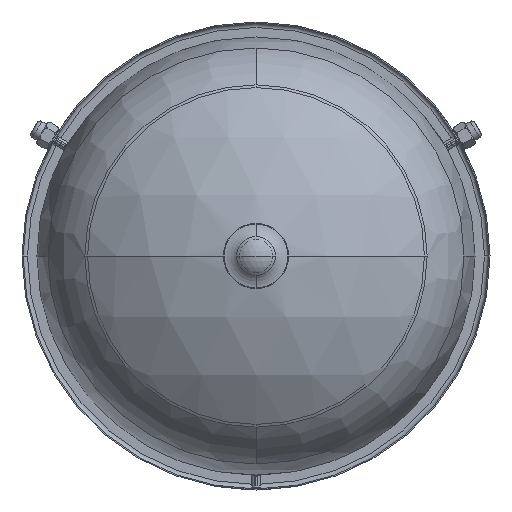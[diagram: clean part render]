
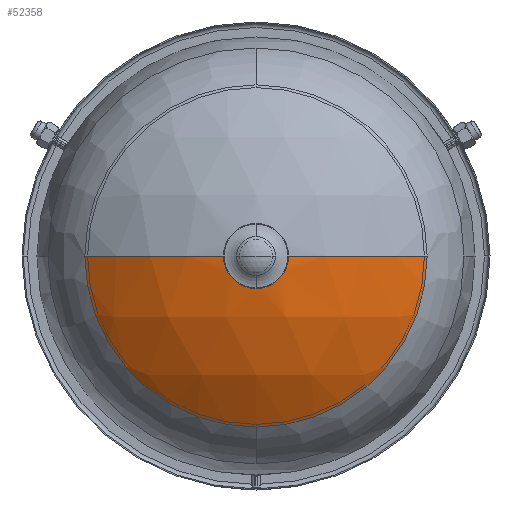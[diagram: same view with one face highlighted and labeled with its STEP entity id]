
A CAD part, front view. The second image highlights one B-rep face of the part: STEP entity #52358.
In plain terms, the highlighted spherical face has radius 250 mm.
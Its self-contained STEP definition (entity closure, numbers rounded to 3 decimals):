
#336 = DIRECTION ( 'NONE',  ( 0., -1., 0. ) ) ;
#786 = CARTESIAN_POINT ( 'NONE',  ( -154.302, 88.243, 0. ) ) ;
#870 = DIRECTION ( 'NONE',  ( 0., 0., -1. ) ) ;
#907 = VERTEX_POINT ( 'NONE', #31558 ) ;
#2268 = CIRCLE ( 'NONE', #9995, 154.302 ) ;
#2689 = AXIS2_PLACEMENT_3D ( 'NONE', #22439, #18541, #51771 ) ;
#2939 = ORIENTED_EDGE ( 'NONE', *, *, #22173, .F. ) ;
#6070 = EDGE_CURVE ( 'NONE', #8315, #6647, #27796, .T. ) ;
#6234 = ORIENTED_EDGE ( 'NONE', *, *, #45984, .T. ) ;
#6294 = CARTESIAN_POINT ( 'NONE',  ( 0., 36.667, 0. ) ) ;
#6647 = VERTEX_POINT ( 'NONE', #25437 ) ;
#7284 = AXIS2_PLACEMENT_3D ( 'NONE', #8784, #336, #46910 ) ;
#7613 = VERTEX_POINT ( 'NONE', #19265 ) ;
#8315 = VERTEX_POINT ( 'NONE', #21294 ) ;
#8784 = CARTESIAN_POINT ( 'NONE',  ( 0., 36.667, 0. ) ) ;
#9016 = DIRECTION ( 'NONE',  ( -1., 0., 0. ) ) ;
#9995 = AXIS2_PLACEMENT_3D ( 'NONE', #21701, #51773, #47362 ) ;
#10022 = DIRECTION ( 'NONE',  ( 1., 0., 0. ) ) ;
#10506 = DIRECTION ( 'NONE',  ( 0., 0., -1. ) ) ;
#12648 = EDGE_CURVE ( 'NONE', #53533, #7613, #49387, .T. ) ;
#14926 = EDGE_CURVE ( 'NONE', #907, #17019, #15737, .T. ) ;
#15737 = CIRCLE ( 'NONE', #20767, 29.313 ) ;
#17019 = VERTEX_POINT ( 'NONE', #40748 ) ;
#18541 = DIRECTION ( 'NONE',  ( 0., 0., -1. ) ) ;
#19265 = CARTESIAN_POINT ( 'NONE',  ( -29.313, 36.667, 0. ) ) ;
#20649 = EDGE_LOOP ( 'NONE', ( #36453, #6234, #40448, #2939, #45654, #30789 ) ) ;
#20767 = AXIS2_PLACEMENT_3D ( 'NONE', #6294, #35682, #10506 ) ;
#20935 = DIRECTION ( 'NONE',  ( 0., 0., -1. ) ) ;
#21294 = CARTESIAN_POINT ( 'NONE',  ( 0., 88.243, -154.302 ) ) ;
#21701 = CARTESIAN_POINT ( 'NONE',  ( 0., 88.243, 0. ) ) ;
#22173 = EDGE_CURVE ( 'NONE', #7613, #907, #54083, .T. ) ;
#22439 = CARTESIAN_POINT ( 'NONE',  ( 0., 284.943, 0. ) ) ;
#25437 = CARTESIAN_POINT ( 'NONE',  ( 154.302, 88.243, 0. ) ) ;
#25691 = CARTESIAN_POINT ( 'NONE',  ( 0., 88.243, 0. ) ) ;
#27796 = CIRCLE ( 'NONE', #30676, 154.302 ) ;
#29157 = AXIS2_PLACEMENT_3D ( 'NONE', #46339, #50529, #10022 ) ;
#30676 = AXIS2_PLACEMENT_3D ( 'NONE', #25691, #42725, #870 ) ;
#30789 = ORIENTED_EDGE ( 'NONE', *, *, #43752, .T. ) ;
#31558 = CARTESIAN_POINT ( 'NONE',  ( 0., 36.667, -29.313 ) ) ;
#35682 = DIRECTION ( 'NONE',  ( 0., -1., 0. ) ) ;
#36453 = ORIENTED_EDGE ( 'NONE', *, *, #6070, .T. ) ;
#38824 = AXIS2_PLACEMENT_3D ( 'NONE', #50271, #20935, #9016 ) ;
#40448 = ORIENTED_EDGE ( 'NONE', *, *, #14926, .F. ) ;
#40748 = CARTESIAN_POINT ( 'NONE',  ( 29.313, 36.667, 0. ) ) ;
#42000 = SPHERICAL_SURFACE ( 'NONE', #38824, 250. ) ;
#42725 = DIRECTION ( 'NONE',  ( 0., -1., 0. ) ) ;
#43752 = EDGE_CURVE ( 'NONE', #53533, #8315, #2268, .T. ) ;
#45654 = ORIENTED_EDGE ( 'NONE', *, *, #12648, .F. ) ;
#45984 = EDGE_CURVE ( 'NONE', #6647, #17019, #51213, .T. ) ;
#46339 = CARTESIAN_POINT ( 'NONE',  ( 0., 284.943, 0. ) ) ;
#46910 = DIRECTION ( 'NONE',  ( 0., 0., -1. ) ) ;
#47362 = DIRECTION ( 'NONE',  ( 0., 0., -1. ) ) ;
#49387 = CIRCLE ( 'NONE', #29157, 250. ) ;
#50271 = CARTESIAN_POINT ( 'NONE',  ( 0., 284.943, 0. ) ) ;
#50529 = DIRECTION ( 'NONE',  ( 0., 0., 1. ) ) ;
#51213 = CIRCLE ( 'NONE', #2689, 250. ) ;
#51771 = DIRECTION ( 'NONE',  ( -1., 0., 0. ) ) ;
#51773 = DIRECTION ( 'NONE',  ( 0., -1., 0. ) ) ;
#52358 = ADVANCED_FACE ( 'NONE', ( #53129 ), #42000, .T. ) ;
#53129 = FACE_OUTER_BOUND ( 'NONE', #20649, .T. ) ;
#53533 = VERTEX_POINT ( 'NONE', #786 ) ;
#54083 = CIRCLE ( 'NONE', #7284, 29.313 ) ;
